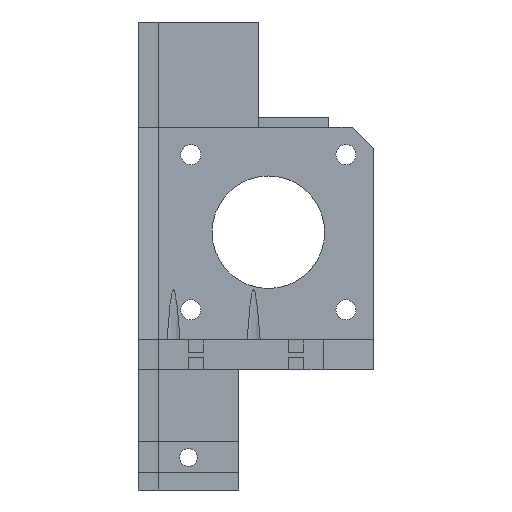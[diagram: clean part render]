
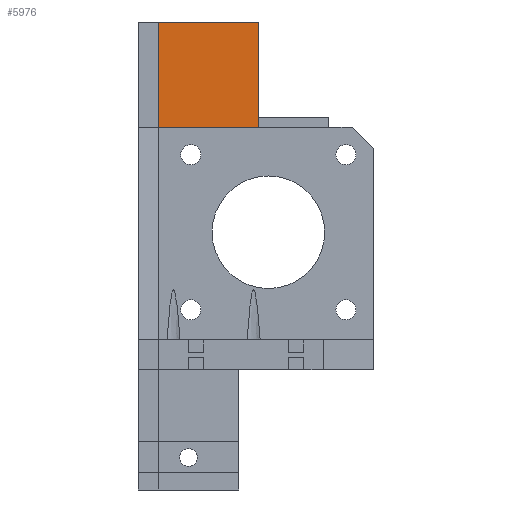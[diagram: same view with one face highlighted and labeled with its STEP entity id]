
A CAD part, front view. The second image highlights one B-rep face of the part: STEP entity #5976.
In plain terms, the highlighted planar face has unit normal (0, -1, 0).
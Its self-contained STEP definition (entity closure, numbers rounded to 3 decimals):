
#1767 = PLANE('',#1768);
#1768 = AXIS2_PLACEMENT_3D('',#1769,#1770,#1771);
#1769 = CARTESIAN_POINT('',(-0.091,11.,23.895));
#1770 = DIRECTION('',(0.,-1.,0.));
#1771 = DIRECTION('',(0.,0.,-1.));
#3486 = EDGE_CURVE('',#3487,#3489,#3491,.T.);
#3487 = VERTEX_POINT('',#3488);
#3488 = CARTESIAN_POINT('',(-1.25,11.,48.5));
#3489 = VERTEX_POINT('',#3490);
#3490 = CARTESIAN_POINT('',(-21.25,11.,48.5));
#3491 = SURFACE_CURVE('',#3492,(#3496,#3503),.PCURVE_S1.);
#3492 = LINE('',#3493,#3494);
#3493 = CARTESIAN_POINT('',(17.457,11.,48.5));
#3494 = VECTOR('',#3495,1.);
#3495 = DIRECTION('',(-1.,0.,0.));
#3496 = PCURVE('',#1767,#3497);
#3497 = DEFINITIONAL_REPRESENTATION('',(#3498),#3502);
#3498 = LINE('',#3499,#3500);
#3499 = CARTESIAN_POINT('',(-24.605,17.549));
#3500 = VECTOR('',#3501,1.);
#3501 = DIRECTION('',(0.,-1.));
#3502 = ( GEOMETRIC_REPRESENTATION_CONTEXT(2) 
PARAMETRIC_REPRESENTATION_CONTEXT() REPRESENTATION_CONTEXT('2D SPACE',''
  ) );
#3503 = PCURVE('',#3504,#3509);
#3504 = PLANE('',#3505);
#3505 = AXIS2_PLACEMENT_3D('',#3506,#3507,#3508);
#3506 = CARTESIAN_POINT('',(-11.25,11.,59.));
#3507 = DIRECTION('',(0.,-1.,0.));
#3508 = DIRECTION('',(0.,0.,-1.));
#3509 = DEFINITIONAL_REPRESENTATION('',(#3510),#3514);
#3510 = LINE('',#3511,#3512);
#3511 = CARTESIAN_POINT('',(10.5,28.707));
#3512 = VECTOR('',#3513,1.);
#3513 = DIRECTION('',(0.,-1.));
#3514 = ( GEOMETRIC_REPRESENTATION_CONTEXT(2) 
PARAMETRIC_REPRESENTATION_CONTEXT() REPRESENTATION_CONTEXT('2D SPACE',''
  ) );
#3788 = PLANE('',#3789);
#3789 = AXIS2_PLACEMENT_3D('',#3790,#3791,#3792);
#3790 = CARTESIAN_POINT('',(-1.25,11.,48.5));
#3791 = DIRECTION('',(0.,1.,0.));
#3792 = DIRECTION('',(1.,0.,0.));
#5551 = PLANE('',#5552);
#5552 = AXIS2_PLACEMENT_3D('',#5553,#5554,#5555);
#5553 = CARTESIAN_POINT('',(-21.25,11.,69.5));
#5554 = DIRECTION('',(0.,-1.,0.));
#5555 = DIRECTION('',(0.,0.,-1.));
#5976 = ADVANCED_FACE('',(#5977),#3504,.T.);
#5977 = FACE_BOUND('',#5978,.T.);
#5978 = EDGE_LOOP('',(#5979,#5980,#6003,#6031,#6059));
#5979 = ORIENTED_EDGE('',*,*,#3486,.F.);
#5980 = ORIENTED_EDGE('',*,*,#5981,.T.);
#5981 = EDGE_CURVE('',#3487,#5982,#5984,.T.);
#5982 = VERTEX_POINT('',#5983);
#5983 = CARTESIAN_POINT('',(-1.25,11.,50.5));
#5984 = SURFACE_CURVE('',#5985,(#5989,#5996),.PCURVE_S1.);
#5985 = LINE('',#5986,#5987);
#5986 = CARTESIAN_POINT('',(-1.25,11.,48.5));
#5987 = VECTOR('',#5988,1.);
#5988 = DIRECTION('',(0.,0.,1.));
#5989 = PCURVE('',#3504,#5990);
#5990 = DEFINITIONAL_REPRESENTATION('',(#5991),#5995);
#5991 = LINE('',#5992,#5993);
#5992 = CARTESIAN_POINT('',(10.5,10.));
#5993 = VECTOR('',#5994,1.);
#5994 = DIRECTION('',(-1.,0.));
#5995 = ( GEOMETRIC_REPRESENTATION_CONTEXT(2) 
PARAMETRIC_REPRESENTATION_CONTEXT() REPRESENTATION_CONTEXT('2D SPACE',''
  ) );
#5996 = PCURVE('',#3788,#5997);
#5997 = DEFINITIONAL_REPRESENTATION('',(#5998),#6002);
#5998 = LINE('',#5999,#6000);
#5999 = CARTESIAN_POINT('',(0.,0.));
#6000 = VECTOR('',#6001,1.);
#6001 = DIRECTION('',(0.,-1.));
#6002 = ( GEOMETRIC_REPRESENTATION_CONTEXT(2) 
PARAMETRIC_REPRESENTATION_CONTEXT() REPRESENTATION_CONTEXT('2D SPACE',''
  ) );
#6003 = ORIENTED_EDGE('',*,*,#6004,.T.);
#6004 = EDGE_CURVE('',#5982,#6005,#6007,.T.);
#6005 = VERTEX_POINT('',#6006);
#6006 = CARTESIAN_POINT('',(-1.25,11.,69.5));
#6007 = SURFACE_CURVE('',#6008,(#6012,#6019),.PCURVE_S1.);
#6008 = LINE('',#6009,#6010);
#6009 = CARTESIAN_POINT('',(-1.25,11.,48.5));
#6010 = VECTOR('',#6011,1.);
#6011 = DIRECTION('',(0.,0.,1.));
#6012 = PCURVE('',#3504,#6013);
#6013 = DEFINITIONAL_REPRESENTATION('',(#6014),#6018);
#6014 = LINE('',#6015,#6016);
#6015 = CARTESIAN_POINT('',(10.5,10.));
#6016 = VECTOR('',#6017,1.);
#6017 = DIRECTION('',(-1.,0.));
#6018 = ( GEOMETRIC_REPRESENTATION_CONTEXT(2) 
PARAMETRIC_REPRESENTATION_CONTEXT() REPRESENTATION_CONTEXT('2D SPACE',''
  ) );
#6019 = PCURVE('',#6020,#6025);
#6020 = PLANE('',#6021);
#6021 = AXIS2_PLACEMENT_3D('',#6022,#6023,#6024);
#6022 = CARTESIAN_POINT('',(-1.25,15.,48.5));
#6023 = DIRECTION('',(-1.,0.,0.));
#6024 = DIRECTION('',(0.,0.,1.));
#6025 = DEFINITIONAL_REPRESENTATION('',(#6026),#6030);
#6026 = LINE('',#6027,#6028);
#6027 = CARTESIAN_POINT('',(0.,-4.));
#6028 = VECTOR('',#6029,1.);
#6029 = DIRECTION('',(1.,0.));
#6030 = ( GEOMETRIC_REPRESENTATION_CONTEXT(2) 
PARAMETRIC_REPRESENTATION_CONTEXT() REPRESENTATION_CONTEXT('2D SPACE',''
  ) );
#6031 = ORIENTED_EDGE('',*,*,#6032,.T.);
#6032 = EDGE_CURVE('',#6005,#6033,#6035,.T.);
#6033 = VERTEX_POINT('',#6034);
#6034 = CARTESIAN_POINT('',(-21.25,11.,69.5));
#6035 = SURFACE_CURVE('',#6036,(#6040,#6047),.PCURVE_S1.);
#6036 = LINE('',#6037,#6038);
#6037 = CARTESIAN_POINT('',(-1.25,11.,69.5));
#6038 = VECTOR('',#6039,1.);
#6039 = DIRECTION('',(-1.,0.,0.));
#6040 = PCURVE('',#3504,#6041);
#6041 = DEFINITIONAL_REPRESENTATION('',(#6042),#6046);
#6042 = LINE('',#6043,#6044);
#6043 = CARTESIAN_POINT('',(-10.5,10.));
#6044 = VECTOR('',#6045,1.);
#6045 = DIRECTION('',(0.,-1.));
#6046 = ( GEOMETRIC_REPRESENTATION_CONTEXT(2) 
PARAMETRIC_REPRESENTATION_CONTEXT() REPRESENTATION_CONTEXT('2D SPACE',''
  ) );
#6047 = PCURVE('',#6048,#6053);
#6048 = PLANE('',#6049);
#6049 = AXIS2_PLACEMENT_3D('',#6050,#6051,#6052);
#6050 = CARTESIAN_POINT('',(-1.25,15.,69.5));
#6051 = DIRECTION('',(0.,0.,-1.));
#6052 = DIRECTION('',(-1.,0.,0.));
#6053 = DEFINITIONAL_REPRESENTATION('',(#6054),#6058);
#6054 = LINE('',#6055,#6056);
#6055 = CARTESIAN_POINT('',(0.,-4.));
#6056 = VECTOR('',#6057,1.);
#6057 = DIRECTION('',(1.,0.));
#6058 = ( GEOMETRIC_REPRESENTATION_CONTEXT(2) 
PARAMETRIC_REPRESENTATION_CONTEXT() REPRESENTATION_CONTEXT('2D SPACE',''
  ) );
#6059 = ORIENTED_EDGE('',*,*,#6060,.T.);
#6060 = EDGE_CURVE('',#6033,#3489,#6061,.T.);
#6061 = SURFACE_CURVE('',#6062,(#6066,#6073),.PCURVE_S1.);
#6062 = LINE('',#6063,#6064);
#6063 = CARTESIAN_POINT('',(-21.25,11.,69.5));
#6064 = VECTOR('',#6065,1.);
#6065 = DIRECTION('',(0.,0.,-1.));
#6066 = PCURVE('',#3504,#6067);
#6067 = DEFINITIONAL_REPRESENTATION('',(#6068),#6072);
#6068 = LINE('',#6069,#6070);
#6069 = CARTESIAN_POINT('',(-10.5,-10.));
#6070 = VECTOR('',#6071,1.);
#6071 = DIRECTION('',(1.,0.));
#6072 = ( GEOMETRIC_REPRESENTATION_CONTEXT(2) 
PARAMETRIC_REPRESENTATION_CONTEXT() REPRESENTATION_CONTEXT('2D SPACE',''
  ) );
#6073 = PCURVE('',#5551,#6074);
#6074 = DEFINITIONAL_REPRESENTATION('',(#6075),#6079);
#6075 = LINE('',#6076,#6077);
#6076 = CARTESIAN_POINT('',(0.,0.));
#6077 = VECTOR('',#6078,1.);
#6078 = DIRECTION('',(1.,0.));
#6079 = ( GEOMETRIC_REPRESENTATION_CONTEXT(2) 
PARAMETRIC_REPRESENTATION_CONTEXT() REPRESENTATION_CONTEXT('2D SPACE',''
  ) );
